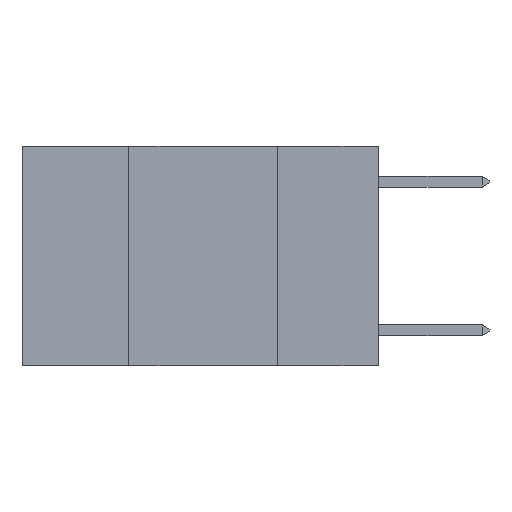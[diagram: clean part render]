
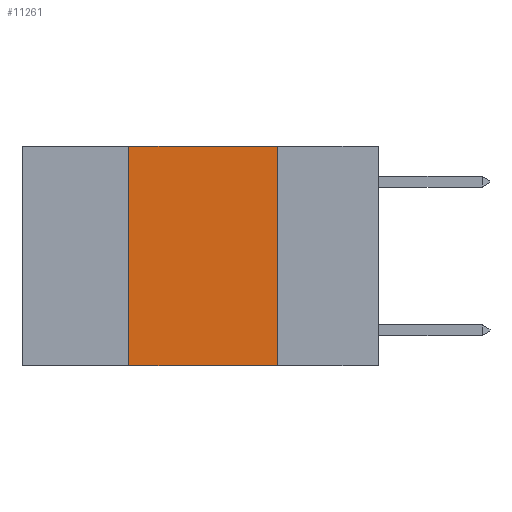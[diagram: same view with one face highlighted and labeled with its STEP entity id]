
A CAD part, left-side view. The second image highlights one B-rep face of the part: STEP entity #11261.
In plain terms, the highlighted planar face has unit normal (-1, 0, 0).
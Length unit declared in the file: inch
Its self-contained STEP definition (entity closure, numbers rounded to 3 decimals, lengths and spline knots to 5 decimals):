
#42 = CARTESIAN_POINT ( 'NONE',  ( 0., 0.6, 0. ) ) ;
#88 = CARTESIAN_POINT ( 'NONE',  ( 0., 0.42, 0. ) ) ;
#736 = EDGE_CURVE ( 'NONE', #980, #3529, #11182, .T. ) ;
#898 = ORIENTED_EDGE ( 'NONE', *, *, #11298, .F. ) ;
#980 = VERTEX_POINT ( 'NONE', #2542 ) ;
#1004 = DIRECTION ( 'NONE',  ( 0., 0., -1. ) ) ;
#1347 = CARTESIAN_POINT ( 'NONE',  ( 0., 0.17, -0.37 ) ) ;
#2478 = LINE ( 'NONE', #4164, #7172 ) ;
#2480 = VECTOR ( 'NONE', #6096, 39.37008 ) ;
#2542 = CARTESIAN_POINT ( 'NONE',  ( 0., 0.42, 0. ) ) ;
#2896 = PLANE ( 'NONE',  #8001 ) ;
#3099 = CARTESIAN_POINT ( 'NONE',  ( 0., 0.17, 0. ) ) ;
#3529 = VERTEX_POINT ( 'NONE', #3099 ) ;
#3735 = VECTOR ( 'NONE', #6283, 39.37008 ) ;
#3763 = EDGE_LOOP ( 'NONE', ( #7836, #6538, #898, #4325 ) ) ;
#4164 = CARTESIAN_POINT ( 'NONE',  ( 0., 0.17, 0. ) ) ;
#4190 = CARTESIAN_POINT ( 'NONE',  ( 0., 0.6, -0.37 ) ) ;
#4220 = FACE_OUTER_BOUND ( 'NONE', #3763, .T. ) ;
#4325 = ORIENTED_EDGE ( 'NONE', *, *, #5454, .T. ) ;
#4742 = EDGE_CURVE ( 'NONE', #3529, #9068, #2478, .T. ) ;
#4823 = DIRECTION ( 'NONE',  ( 0., 0., 1. ) ) ;
#5116 = DIRECTION ( 'NONE',  ( 0., 0., -1. ) ) ;
#5454 = EDGE_CURVE ( 'NONE', #9078, #9068, #9648, .T. ) ;
#6096 = DIRECTION ( 'NONE',  ( 0., -1., 0. ) ) ;
#6283 = DIRECTION ( 'NONE',  ( 0., -1., 0. ) ) ;
#6447 = LINE ( 'NONE', #88, #11087 ) ;
#6538 = ORIENTED_EDGE ( 'NONE', *, *, #736, .F. ) ;
#6683 = DIRECTION ( 'NONE',  ( 1., 0., 0. ) ) ;
#7172 = VECTOR ( 'NONE', #5116, 39.37008 ) ;
#7836 = ORIENTED_EDGE ( 'NONE', *, *, #4742, .F. ) ;
#8001 = AXIS2_PLACEMENT_3D ( 'NONE', #42, #6683, #1004 ) ;
#8861 = CARTESIAN_POINT ( 'NONE',  ( 0., 0.42, -0.37 ) ) ;
#9068 = VERTEX_POINT ( 'NONE', #1347 ) ;
#9078 = VERTEX_POINT ( 'NONE', #8861 ) ;
#9648 = LINE ( 'NONE', #4190, #2480 ) ;
#11087 = VECTOR ( 'NONE', #4823, 39.37008 ) ;
#11162 = CARTESIAN_POINT ( 'NONE',  ( 0., 0.6, 0. ) ) ;
#11182 = LINE ( 'NONE', #11162, #3735 ) ;
#11261 = ADVANCED_FACE ( 'NONE', ( #4220 ), #2896, .F. ) ;
#11298 = EDGE_CURVE ( 'NONE', #9078, #980, #6447, .T. ) ;
